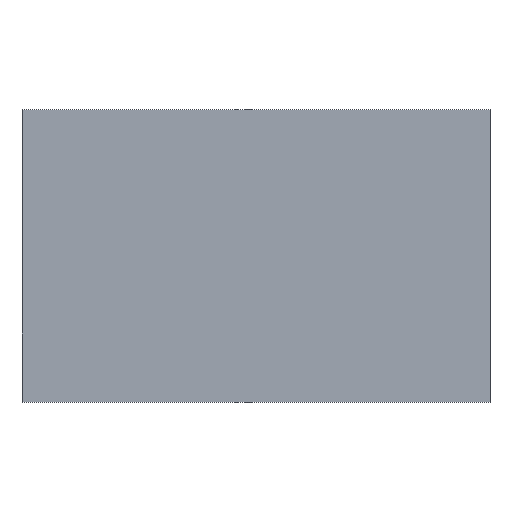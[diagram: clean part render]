
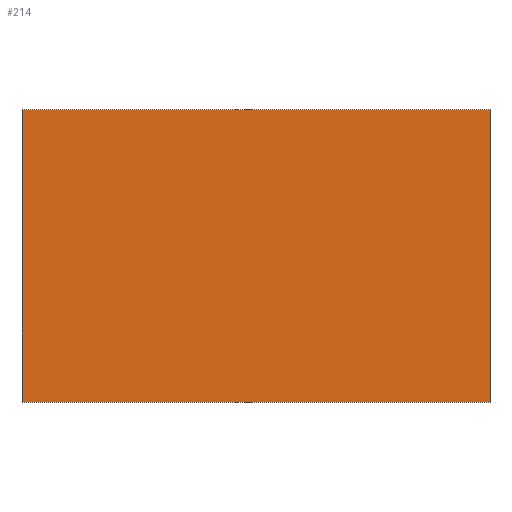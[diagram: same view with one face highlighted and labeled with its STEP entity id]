
A CAD part, top view. The second image highlights one B-rep face of the part: STEP entity #214.
In plain terms, the highlighted planar face has unit normal (0, 0, 1).
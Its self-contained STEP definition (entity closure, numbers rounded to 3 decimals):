
#6 = DIRECTION ( 'NONE',  ( 0., 0., 1. ) ) ;
#15 = VERTEX_POINT ( 'NONE', #192 ) ;
#17 = LINE ( 'NONE', #167, #147 ) ;
#20 = ORIENTED_EDGE ( 'NONE', *, *, #181, .T. ) ;
#36 = EDGE_CURVE ( 'NONE', #157, #130, #207, .T. ) ;
#40 = AXIS2_PLACEMENT_3D ( 'NONE', #67, #6, #137 ) ;
#46 = CARTESIAN_POINT ( 'NONE',  ( -74.783, 29.142, 23. ) ) ;
#47 = PLANE ( 'NONE',  #40 ) ;
#48 = LINE ( 'NONE', #178, #159 ) ;
#56 = VERTEX_POINT ( 'NONE', #46 ) ;
#61 = EDGE_CURVE ( 'NONE', #130, #56, #76, .T. ) ;
#67 = CARTESIAN_POINT ( 'NONE',  ( 0., 0., 23. ) ) ;
#68 = CARTESIAN_POINT ( 'NONE',  ( 38.221, -41.441, 23. ) ) ;
#69 = VECTOR ( 'NONE', #100, 1000. ) ;
#71 = EDGE_CURVE ( 'NONE', #15, #157, #48, .T. ) ;
#76 = LINE ( 'NONE', #162, #155 ) ;
#83 = FACE_OUTER_BOUND ( 'NONE', #136, .T. ) ;
#91 = ORIENTED_EDGE ( 'NONE', *, *, #36, .T. ) ;
#100 = DIRECTION ( 'NONE',  ( 0., 1., 0. ) ) ;
#113 = DIRECTION ( 'NONE',  ( 1., 0., 0. ) ) ;
#130 = VERTEX_POINT ( 'NONE', #197 ) ;
#136 = EDGE_LOOP ( 'NONE', ( #20, #213, #91, #194 ) ) ;
#137 = DIRECTION ( 'NONE',  ( 1., 0., 0. ) ) ;
#147 = VECTOR ( 'NONE', #151, 1000. ) ;
#151 = DIRECTION ( 'NONE',  ( 0., -1., 0. ) ) ;
#155 = VECTOR ( 'NONE', #215, 1000. ) ;
#157 = VERTEX_POINT ( 'NONE', #68 ) ;
#159 = VECTOR ( 'NONE', #113, 1000. ) ;
#162 = CARTESIAN_POINT ( 'NONE',  ( -74.783, 29.142, 23. ) ) ;
#167 = CARTESIAN_POINT ( 'NONE',  ( -74.783, 29.142, 23. ) ) ;
#178 = CARTESIAN_POINT ( 'NONE',  ( -74.783, -41.441, 23. ) ) ;
#181 = EDGE_CURVE ( 'NONE', #56, #15, #17, .T. ) ;
#192 = CARTESIAN_POINT ( 'NONE',  ( -74.783, -41.441, 23. ) ) ;
#194 = ORIENTED_EDGE ( 'NONE', *, *, #61, .T. ) ;
#197 = CARTESIAN_POINT ( 'NONE',  ( 38.221, 29.142, 23. ) ) ;
#207 = LINE ( 'NONE', #217, #69 ) ;
#213 = ORIENTED_EDGE ( 'NONE', *, *, #71, .T. ) ;
#214 = ADVANCED_FACE ( 'NONE', ( #83 ), #47, .T. ) ;
#215 = DIRECTION ( 'NONE',  ( -1., 0., 0. ) ) ;
#217 = CARTESIAN_POINT ( 'NONE',  ( 38.221, 29.142, 23. ) ) ;
